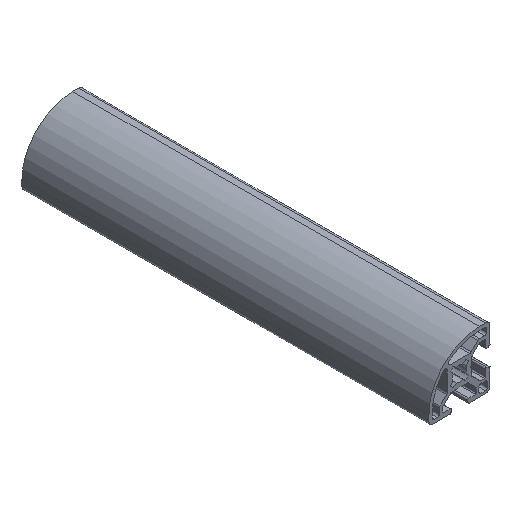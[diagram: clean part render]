
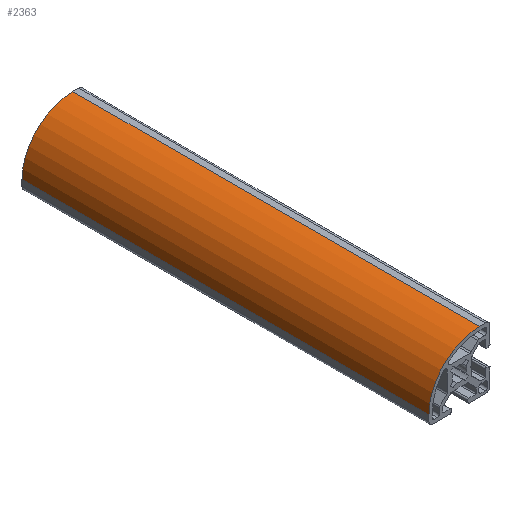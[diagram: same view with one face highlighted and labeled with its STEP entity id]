
A CAD part, isometric view. The second image highlights one B-rep face of the part: STEP entity #2363.
In plain terms, the highlighted cylindrical face has radius 25 mm (diameter 50 mm), a partial arc.
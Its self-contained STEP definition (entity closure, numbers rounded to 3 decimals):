
#167=FACE_OUTER_BOUND('',#287,.T.);
#287=EDGE_LOOP('',(#1843,#1844,#1845,#1846));
#454=LINE('',#3713,#692);
#498=LINE('',#3851,#736);
#692=VECTOR('',#2990,200.);
#736=VECTOR('',#3138,200.);
#891=CIRCLE('',#2568,25.);
#892=CIRCLE('',#2569,25.);
#1049=VERTEX_POINT('',#3710);
#1050=VERTEX_POINT('',#3712);
#1091=VERTEX_POINT('',#3848);
#1092=VERTEX_POINT('',#3850);
#1338=EDGE_CURVE('',#1049,#1050,#454,.T.);
#1408=EDGE_CURVE('',#1049,#1091,#891,.T.);
#1409=EDGE_CURVE('',#1091,#1092,#498,.T.);
#1410=EDGE_CURVE('',#1050,#1092,#892,.T.);
#1843=ORIENTED_EDGE('',*,*,#1408,.T.);
#1844=ORIENTED_EDGE('',*,*,#1409,.T.);
#1845=ORIENTED_EDGE('',*,*,#1410,.F.);
#1846=ORIENTED_EDGE('',*,*,#1338,.F.);
#2264=CYLINDRICAL_SURFACE('',#2567,25.);
#2363=ADVANCED_FACE('',(#167),#2264,.T.);
#2567=AXIS2_PLACEMENT_3D('',#3847,#3134,#3135);
#2568=AXIS2_PLACEMENT_3D('',#3849,#3136,#3137);
#2569=AXIS2_PLACEMENT_3D('',#3852,#3139,#3140);
#2990=DIRECTION('',(0.,-1.,0.));
#3134=DIRECTION('center_axis',(0.,1.,0.));
#3135=DIRECTION('ref_axis',(1.,0.,0.));
#3136=DIRECTION('center_axis',(0.,-1.,0.));
#3137=DIRECTION('ref_axis',(1.,0.,0.));
#3138=DIRECTION('',(0.,-1.,0.));
#3139=DIRECTION('center_axis',(0.,-1.,0.));
#3140=DIRECTION('ref_axis',(1.,0.,0.));
#3710=CARTESIAN_POINT('',(10.,200.,15.));
#3712=CARTESIAN_POINT('',(10.,0.,15.));
#3713=CARTESIAN_POINT('',(10.,0.,15.));
#3847=CARTESIAN_POINT('Origin',(10.,0.,-10.));
#3848=CARTESIAN_POINT('',(-15.,200.,-10.));
#3849=CARTESIAN_POINT('Origin',(10.,200.,-10.));
#3850=CARTESIAN_POINT('',(-15.,0.,-10.));
#3851=CARTESIAN_POINT('',(-15.,0.,-10.));
#3852=CARTESIAN_POINT('Origin',(10.,0.,-10.));
